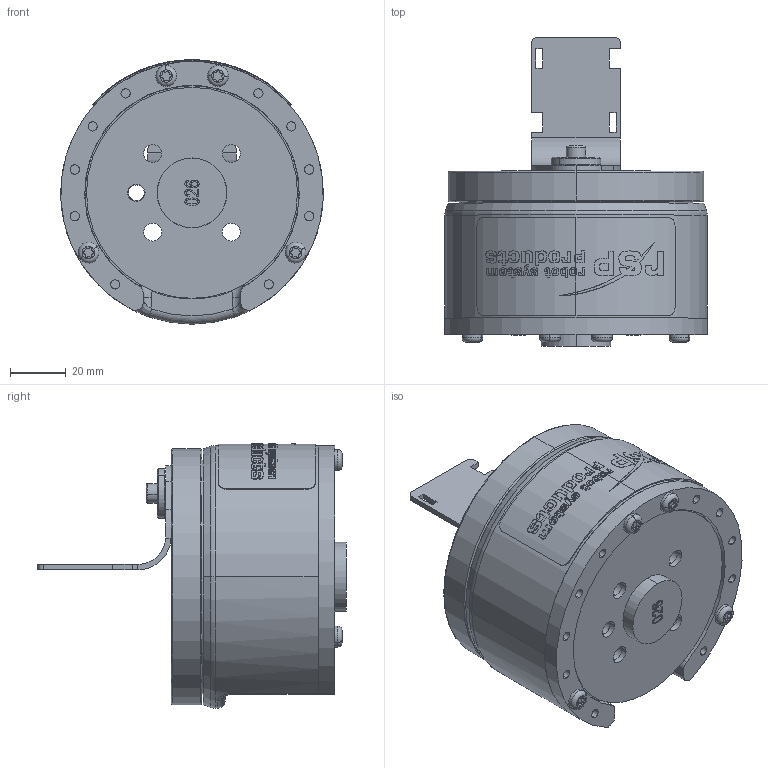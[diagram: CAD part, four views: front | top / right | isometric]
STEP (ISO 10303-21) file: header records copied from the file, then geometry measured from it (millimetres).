
FILE_DESCRIPTION (( 'STEP AP203' ), '1' );
FILE_NAME ('P5132 Axial guide.STEP', '2018-12-12T13:31:09', ( 'RSPlokal' ), ( 'Microsoft' ), 'SwSTEP 2.0', 'SolidWorks 2017', '' );
FILE_SCHEMA (( 'CONFIG_CONTROL_DESIGN' ));
Products named in the file (1): P5132 Axial guide
Bounding box: 94.5 x 111.04 x 95.1 mm (x, y, z)
Volume: 222534 mm3; surface area: 83587.8 mm2
Topology: 35 solids, 35 shells, 868 faces, 2234 edges, 1444 vertices
Faces by surface type: plane 285, cylinder 282, bspline 222, torus 40, cone 39
Entity records: 33114 total; most frequent: CARTESIAN_POINT 13175, ORIENTED_EDGE 4416, DIRECTION 3607, EDGE_CURVE 2208, VERTEX_POINT 1444, AXIS2_PLACEMENT_3D 1330, EDGE_LOOP 984, LINE 947
